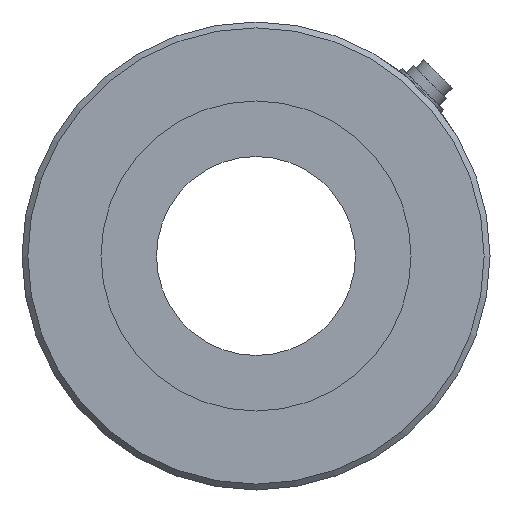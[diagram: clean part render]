
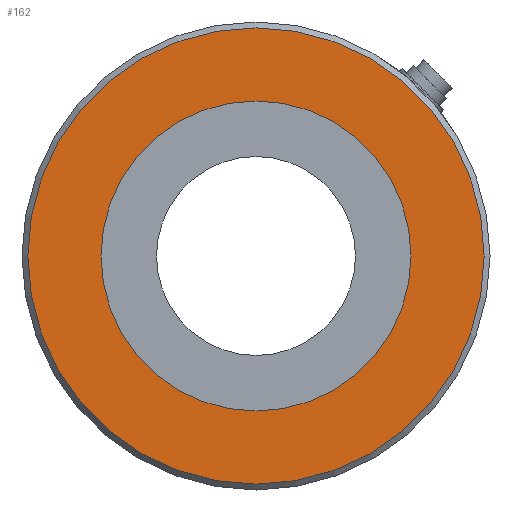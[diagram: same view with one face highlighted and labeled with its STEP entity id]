
A CAD part, front view. The second image highlights one B-rep face of the part: STEP entity #162.
In plain terms, the highlighted planar face has unit normal (0, -1, 0).
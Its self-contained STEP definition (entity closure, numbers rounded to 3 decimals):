
#162 = ADVANCED_FACE( '', ( #335, #336 ), #337, .T. );
#335 = FACE_OUTER_BOUND( '', #545, .T. );
#336 = FACE_BOUND( '', #546, .T. );
#337 = PLANE( '', #547 );
#545 = EDGE_LOOP( '', ( #792 ) );
#546 = EDGE_LOOP( '', ( #793 ) );
#547 = AXIS2_PLACEMENT_3D( '', #794, #795, #796 );
#792 = ORIENTED_EDGE( '', *, *, #1022, .T. );
#793 = ORIENTED_EDGE( '', *, *, #1023, .F. );
#794 = CARTESIAN_POINT( '', ( 0., -45., 53. ) );
#795 = DIRECTION( '', ( 0., -1., 0. ) );
#796 = DIRECTION( '', ( 0., 0., -1. ) );
#1022 = EDGE_CURVE( '', #1158, #1158, #1159, .T. );
#1023 = EDGE_CURVE( '', #1160, #1160, #1161, .T. );
#1158 = VERTEX_POINT( '', #1406 );
#1159 = CIRCLE( '', #1407, 78. );
#1160 = VERTEX_POINT( '', #1408 );
#1161 = CIRCLE( '', #1409, 53. );
#1406 = CARTESIAN_POINT( '', ( 0., -45., -78. ) );
#1407 = AXIS2_PLACEMENT_3D( '', #1561, #1562, #1563 );
#1408 = CARTESIAN_POINT( '', ( 0., -45., -53. ) );
#1409 = AXIS2_PLACEMENT_3D( '', #1564, #1565, #1566 );
#1561 = CARTESIAN_POINT( '', ( 0., -45., 0. ) );
#1562 = DIRECTION( '', ( 0., -1., 0. ) );
#1563 = DIRECTION( '', ( 0., 0., -1. ) );
#1564 = CARTESIAN_POINT( '', ( 0., -45., 0. ) );
#1565 = DIRECTION( '', ( 0., -1., 0. ) );
#1566 = DIRECTION( '', ( 0., 0., -1. ) );
